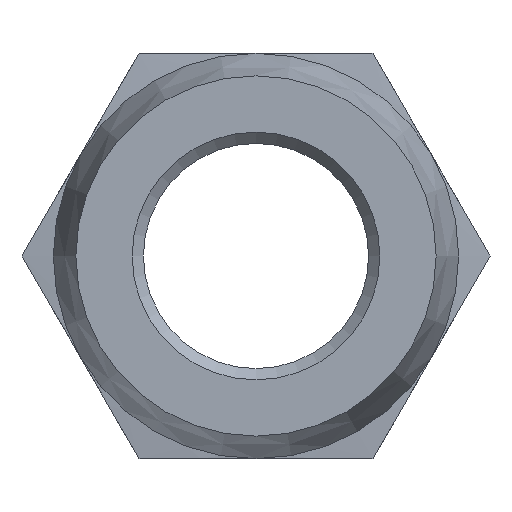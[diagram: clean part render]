
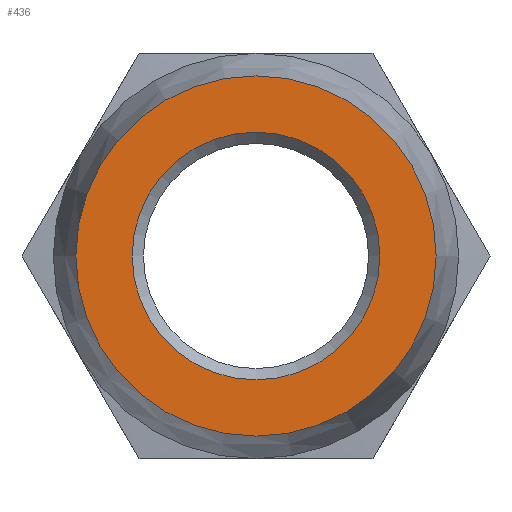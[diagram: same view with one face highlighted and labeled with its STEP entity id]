
A CAD part, left-side view. The second image highlights one B-rep face of the part: STEP entity #436.
In plain terms, the highlighted planar face has unit normal (-1, 0, 0).
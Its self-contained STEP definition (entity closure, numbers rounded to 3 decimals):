
#33=FACE_BOUND('',#79,.T.);
#35=PLANE('',#487);
#51=FACE_OUTER_BOUND('',#78,.T.);
#78=EDGE_LOOP('',(#294,#295));
#79=EDGE_LOOP('',(#296));
#143=CIRCLE('',#482,2.75);
#147=CIRCLE('',#488,4.);
#148=CIRCLE('',#489,4.);
#174=VERTEX_POINT('',#678);
#178=VERTEX_POINT('',#690);
#179=VERTEX_POINT('',#691);
#217=EDGE_CURVE('',#174,#174,#143,.T.);
#223=EDGE_CURVE('',#178,#179,#147,.T.);
#224=EDGE_CURVE('',#179,#178,#148,.T.);
#294=ORIENTED_EDGE('',*,*,#223,.T.);
#295=ORIENTED_EDGE('',*,*,#224,.T.);
#296=ORIENTED_EDGE('',*,*,#217,.F.);
#436=ADVANCED_FACE('',(#51,#33),#35,.F.);
#482=AXIS2_PLACEMENT_3D('',#679,#543,#544);
#487=AXIS2_PLACEMENT_3D('',#689,#555,#556);
#488=AXIS2_PLACEMENT_3D('',#692,#557,#558);
#489=AXIS2_PLACEMENT_3D('',#693,#559,#560);
#543=DIRECTION('center_axis',(-1.,0.,0.));
#544=DIRECTION('ref_axis',(0.,0.,-1.));
#555=DIRECTION('center_axis',(1.,0.,0.));
#556=DIRECTION('ref_axis',(0.,0.,-1.));
#557=DIRECTION('center_axis',(-1.,0.,0.));
#558=DIRECTION('ref_axis',(0.,1.,0.));
#559=DIRECTION('center_axis',(-1.,0.,0.));
#560=DIRECTION('ref_axis',(0.,1.,0.));
#678=CARTESIAN_POINT('',(-31.5,0.,2.75));
#679=CARTESIAN_POINT('Origin',(-31.5,0.,0.));
#689=CARTESIAN_POINT('Origin',(-31.5,0.,0.));
#690=CARTESIAN_POINT('',(-31.5,4.,0.));
#691=CARTESIAN_POINT('',(-31.5,-4.,0.));
#692=CARTESIAN_POINT('Origin',(-31.5,0.,0.));
#693=CARTESIAN_POINT('Origin',(-31.5,0.,0.));
